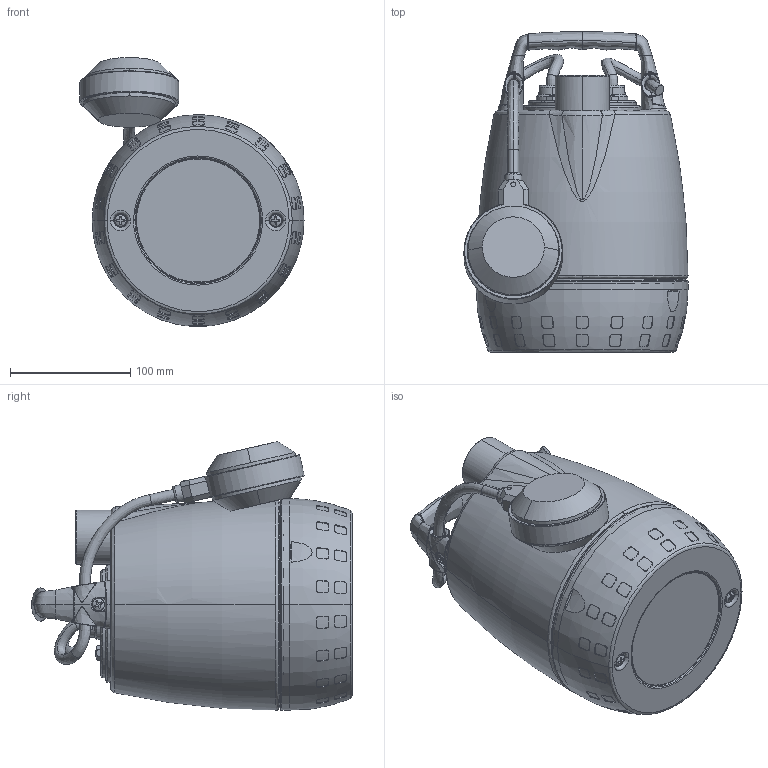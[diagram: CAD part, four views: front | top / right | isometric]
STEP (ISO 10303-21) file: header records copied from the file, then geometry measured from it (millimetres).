
FILE_DESCRIPTION (( 'STEP AP214' ), '1' );
FILE_NAME ('4_93_388_05_REV00.step', '2022-05-11T10:19:08', ( '' ), ( '' ), 'SwSTEP 2.0', 'SolidWorks 2020', '' );
FILE_SCHEMA (( 'AUTOMOTIVE_DESIGN' ));
Length unit declared in the file: millimetre
Products named in the file (5): Copia di 4_93_388_01_REV00^4_93_388_05_REV00; 4_93_388_05_REV00; Copia di 184755_1^4_93_388_05_REV00; Copia di Filtro^Copia di 4_93_388_01_REV00_4_93_388_05_REV00; Copia di 174929^Copia di 4_93_388_01_REV00_4_93_388_05_REV00
Assembly tree (4 placements, depth 3):
  4_93_388_05_REV00
    Copia di 184755_1^4_93_388_05_REV00
    Copia di 4_93_388_01_REV00^4_93_388_05_REV00
      Copia di 174929^Copia di 4_93_388_01_REV00_4_93_388_05_REV00
      Copia di Filtro^Copia di 4_93_388_01_REV00_4_93_388_05_REV00
Bounding box: 186.16 x 266.44 x 223.41 mm (x, y, z)
Volume: 5085006.3 mm3; surface area: 315728.3 mm2
Topology: 17 solids, 17 shells, 1947 faces, 4716 edges, 2857 vertices
Faces by surface type: bspline 735, plane 549, cylinder 496, cone 79, torus 68, sphere 20
Entity records: 256703 total; most frequent: CARTESIAN_POINT 218683, ORIENTED_EDGE 9400, DIRECTION 4929, EDGE_CURVE 4700, VERTEX_POINT 2857, B_SPLINE_CURVE_WITH_KNOTS 2724, EDGE_LOOP 2031, ADVANCED_FACE 1947
